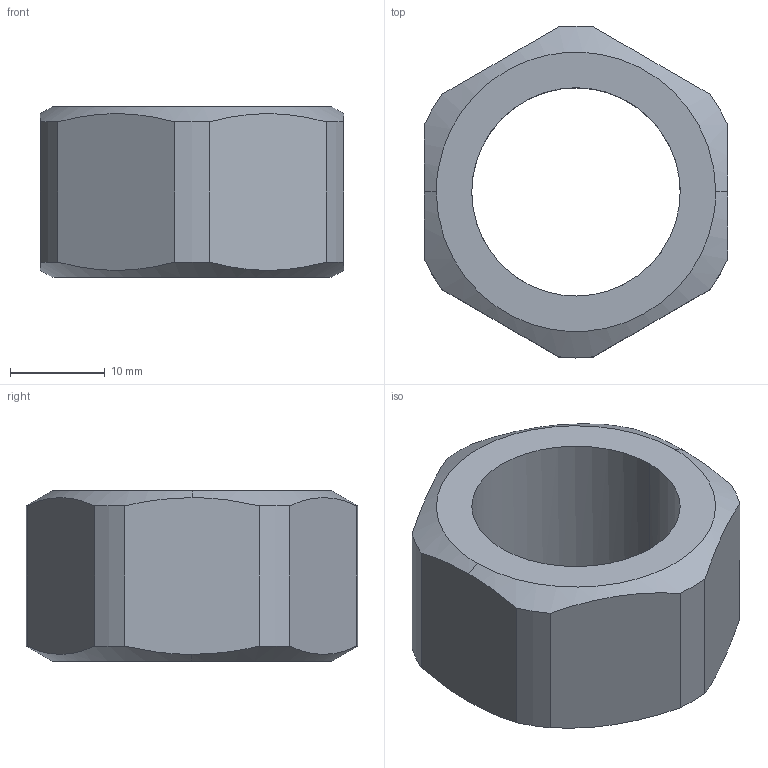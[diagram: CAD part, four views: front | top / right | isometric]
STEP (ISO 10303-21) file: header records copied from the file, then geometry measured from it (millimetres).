
FILE_DESCRIPTION(('STEP'), '1');
FILE_NAME('Wuerth_031722_DIN 934 steel I6I \ I8I zinc plated', '2024-09-16T07:52:28', (''), (''), 'Express 3.0.2.2', 'Express Tool', 'Unknown');
FILE_SCHEMA(('AUTOMOTIVE_DESIGN'));
Length unit declared in the file: millimetre
Products named in the file (1): Wuerth_031722_DIN 934 steel I6I / I8I zinc plated
Bounding box: 32 x 35.03 x 18 mm (x, y, z)
Volume: 8684.8 mm3; surface area: 3987.9 mm2
Topology: 1 solids, 1 shells, 20 faces, 54 edges, 36 vertices
Faces by surface type: bspline 20
Entity records: 921 total; most frequent: CARTESIAN_POINT 445, ORIENTED_EDGE 108, EDGE_CURVE 54, VERTEX_POINT 36, EDGE_LOOP 22, PRESENTATION_STYLE_ASSIGNMENT 21, SURFACE_STYLE_USAGE 21, SURFACE_SIDE_STYLE 21
